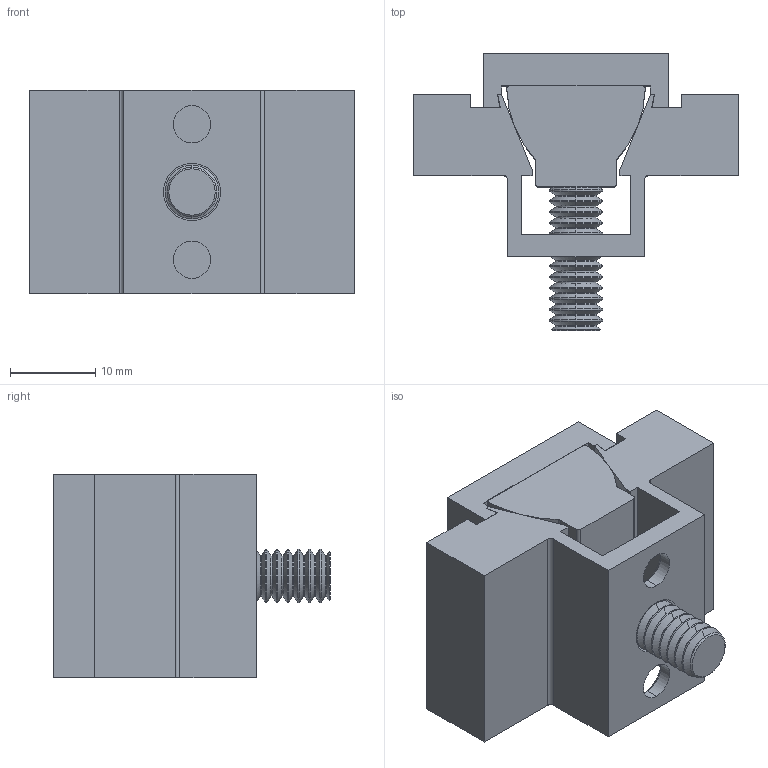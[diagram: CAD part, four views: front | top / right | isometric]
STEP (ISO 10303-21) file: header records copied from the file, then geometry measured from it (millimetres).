
FILE_DESCRIPTION (( 'STEP AP214' ), '1' );
FILE_NAME ('SW3dPS-80075.step', '2010-03-12T07:41:54', ( 'sysAdmin' ), ( 'SolidWorks' ), 'SwSTEP 2.0', 'SolidWorks 2010', '' );
FILE_SCHEMA (( 'AUTOMOTIVE_DESIGN' ));
Length unit declared in the file: inch
Products named in the file (5): SW3dPS-80075_250-20 CAP; SW3dPS-80075_160145; SW3dPS-80075_60320; SW3dPS-80075; SW3dPS-80075_60075
Assembly tree (4 placements, depth 2):
  SW3dPS-80075
    SW3dPS-80075_250-20 CAP
    SW3dPS-80075_60320
    SW3dPS-80075_160145
    SW3dPS-80075_60075
Bounding box: 38.1 x 32.47 x 23.88 mm (x, y, z)
Volume: 12602.9 mm3; surface area: 8673.1 mm2
Topology: 4 solids, 4 shells, 228 faces, 509 edges, 292 vertices
Faces by surface type: cylinder 93, cone 74, plane 59, bspline 2
Entity records: 6459 total; most frequent: DIRECTION 1169, CARTESIAN_POINT 1072, ORIENTED_EDGE 1018, EDGE_CURVE 509, AXIS2_PLACEMENT_3D 429, VECTOR 311, LINE 311, VERTEX_POINT 292
